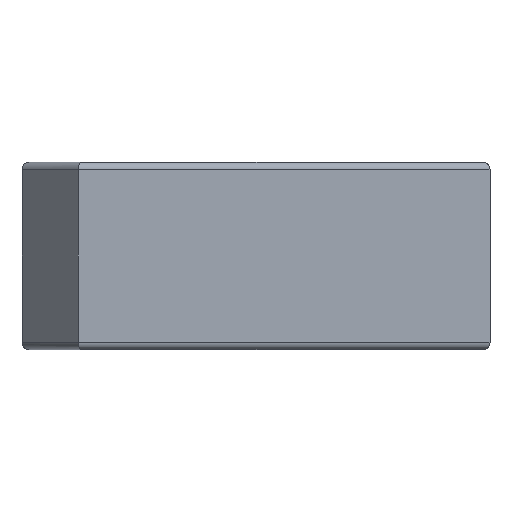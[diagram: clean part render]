
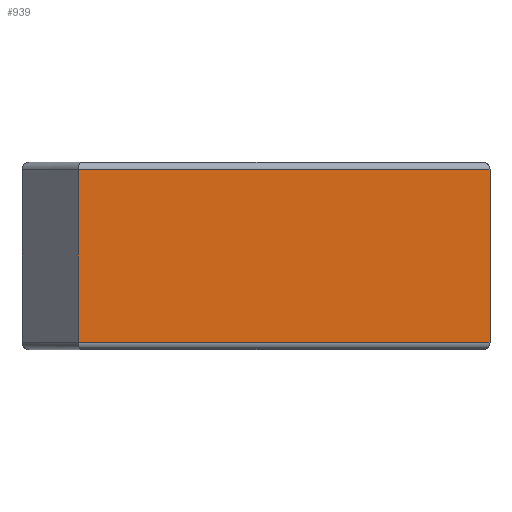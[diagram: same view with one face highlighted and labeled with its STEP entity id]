
A CAD part, left-side view. The second image highlights one B-rep face of the part: STEP entity #939.
In plain terms, the highlighted planar face has unit normal (-1, 0, 0).
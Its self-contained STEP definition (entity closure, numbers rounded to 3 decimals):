
#49 = EDGE_LOOP ( 'NONE', ( #4038, #5021, #2667, #2884 ) ) ;
#103 = DIRECTION ( 'NONE',  ( 0., 0., -1. ) ) ;
#310 = CARTESIAN_POINT ( 'NONE',  ( -17.5, 0., 0.8 ) ) ;
#517 = VERTEX_POINT ( 'NONE', #3874 ) ;
#896 = CARTESIAN_POINT ( 'NONE',  ( -17.5, 0., 0.8 ) ) ;
#911 = EDGE_CURVE ( 'NONE', #5109, #2599, #1277, .T. ) ;
#939 = ADVANCED_FACE ( 'NONE', ( #4042 ), #2864, .F. ) ;
#1164 = VECTOR ( 'NONE', #4258, 1000. ) ;
#1250 = CARTESIAN_POINT ( 'NONE',  ( -17.5, 0., 20. ) ) ;
#1277 = LINE ( 'NONE', #896, #4863 ) ;
#1502 = CARTESIAN_POINT ( 'NONE',  ( -17.5, 0., 19.2 ) ) ;
#2011 = DIRECTION ( 'NONE',  ( 0., -1., 0. ) ) ;
#2035 = DIRECTION ( 'NONE',  ( 1., 0., 0. ) ) ;
#2107 = DIRECTION ( 'NONE',  ( 0., 0., -1. ) ) ;
#2306 = EDGE_CURVE ( 'NONE', #3712, #517, #5041, .T. ) ;
#2387 = AXIS2_PLACEMENT_3D ( 'NONE', #1250, #2035, #103 ) ;
#2407 = LINE ( 'NONE', #2486, #5025 ) ;
#2486 = CARTESIAN_POINT ( 'NONE',  ( -17.5, 44., 20. ) ) ;
#2599 = VERTEX_POINT ( 'NONE', #310 ) ;
#2667 = ORIENTED_EDGE ( 'NONE', *, *, #2841, .F. ) ;
#2794 = VECTOR ( 'NONE', #2107, 1000. ) ;
#2841 = EDGE_CURVE ( 'NONE', #3712, #2599, #3374, .T. ) ;
#2864 = PLANE ( 'NONE',  #2387 ) ;
#2884 = ORIENTED_EDGE ( 'NONE', *, *, #2306, .T. ) ;
#3183 = EDGE_CURVE ( 'NONE', #517, #5109, #2407, .T. ) ;
#3374 = LINE ( 'NONE', #4068, #2794 ) ;
#3697 = DIRECTION ( 'NONE',  ( 0., 0., -1. ) ) ;
#3712 = VERTEX_POINT ( 'NONE', #4533 ) ;
#3874 = CARTESIAN_POINT ( 'NONE',  ( -17.5, 44., 19.2 ) ) ;
#3933 = CARTESIAN_POINT ( 'NONE',  ( -17.5, 44., 0.8 ) ) ;
#4038 = ORIENTED_EDGE ( 'NONE', *, *, #3183, .T. ) ;
#4042 = FACE_OUTER_BOUND ( 'NONE', #49, .T. ) ;
#4068 = CARTESIAN_POINT ( 'NONE',  ( -17.5, 0., 20. ) ) ;
#4258 = DIRECTION ( 'NONE',  ( 0., 1., 0. ) ) ;
#4533 = CARTESIAN_POINT ( 'NONE',  ( -17.5, 0., 19.2 ) ) ;
#4863 = VECTOR ( 'NONE', #2011, 1000. ) ;
#5021 = ORIENTED_EDGE ( 'NONE', *, *, #911, .T. ) ;
#5025 = VECTOR ( 'NONE', #3697, 1000. ) ;
#5041 = LINE ( 'NONE', #1502, #1164 ) ;
#5109 = VERTEX_POINT ( 'NONE', #3933 ) ;
